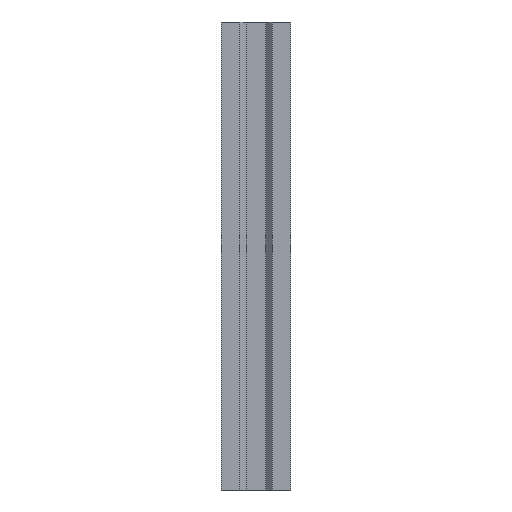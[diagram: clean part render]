
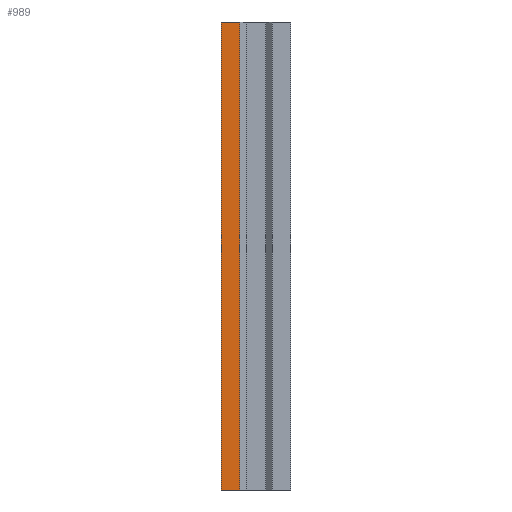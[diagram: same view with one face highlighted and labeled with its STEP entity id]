
A CAD part, front view. The second image highlights one B-rep face of the part: STEP entity #989.
In plain terms, the highlighted planar face has unit normal (0, -1, 0).
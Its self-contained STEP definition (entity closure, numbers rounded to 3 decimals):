
#34=PLANE('',#1058);
#81=FACE_OUTER_BOUND('',#128,.T.);
#128=EDGE_LOOP('',(#727,#728,#729,#730));
#215=LINE('',#1442,#348);
#216=LINE('',#1445,#349);
#217=LINE('',#1447,#350);
#218=LINE('',#1448,#351);
#348=VECTOR('',#1187,10.);
#349=VECTOR('',#1190,10.);
#350=VECTOR('',#1191,10.);
#351=VECTOR('',#1192,10.);
#468=VERTEX_POINT('',#1438);
#469=VERTEX_POINT('',#1440);
#470=VERTEX_POINT('',#1444);
#471=VERTEX_POINT('',#1446);
#575=EDGE_CURVE('',#468,#469,#215,.T.);
#576=EDGE_CURVE('',#470,#468,#216,.T.);
#577=EDGE_CURVE('',#471,#469,#217,.T.);
#578=EDGE_CURVE('',#470,#471,#218,.T.);
#727=ORIENTED_EDGE('',*,*,#576,.T.);
#728=ORIENTED_EDGE('',*,*,#575,.T.);
#729=ORIENTED_EDGE('',*,*,#577,.F.);
#730=ORIENTED_EDGE('',*,*,#578,.F.);
#989=ADVANCED_FACE('',(#81),#34,.T.);
#1058=AXIS2_PLACEMENT_3D('',#1443,#1188,#1189);
#1187=DIRECTION('',(0.,0.,1.));
#1188=DIRECTION('center_axis',(0.,-1.,0.));
#1189=DIRECTION('ref_axis',(1.,0.,0.));
#1190=DIRECTION('',(1.,0.,0.));
#1191=DIRECTION('',(1.,0.,0.));
#1192=DIRECTION('',(0.,0.,1.));
#1438=CARTESIAN_POINT('',(-4.64,-10.,0.));
#1440=CARTESIAN_POINT('',(-4.64,-10.,135.));
#1442=CARTESIAN_POINT('',(-4.64,-10.,0.));
#1443=CARTESIAN_POINT('Origin',(-10.,-10.,0.));
#1444=CARTESIAN_POINT('',(-10.,-10.,0.));
#1445=CARTESIAN_POINT('',(-10.,-10.,0.));
#1446=CARTESIAN_POINT('',(-10.,-10.,135.));
#1447=CARTESIAN_POINT('',(-10.,-10.,135.));
#1448=CARTESIAN_POINT('',(-10.,-10.,0.));
